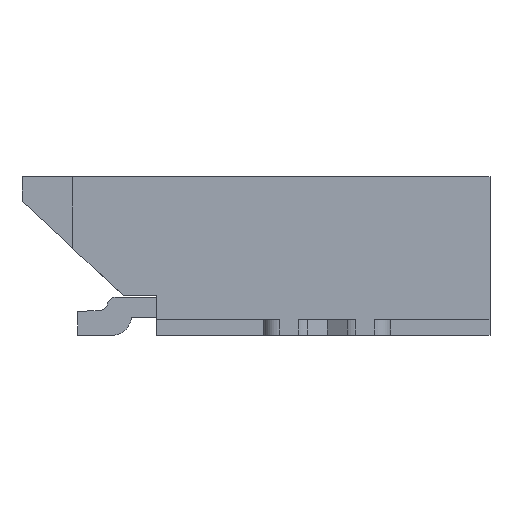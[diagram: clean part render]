
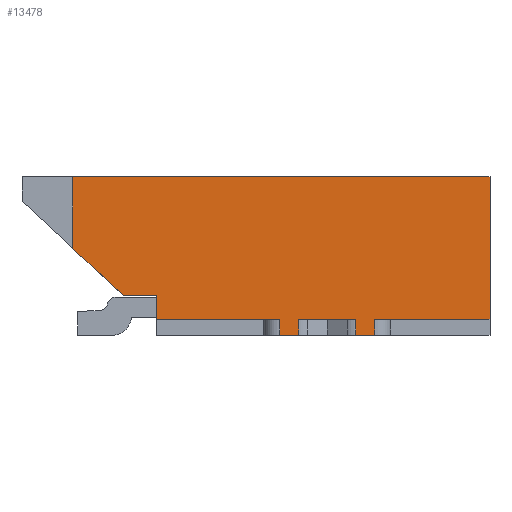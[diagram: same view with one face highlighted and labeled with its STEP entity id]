
A CAD part, front view. The second image highlights one B-rep face of the part: STEP entity #13478.
In plain terms, the highlighted planar face has unit normal (0, -1, 0).
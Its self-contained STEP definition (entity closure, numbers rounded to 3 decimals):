
#1=DIRECTION('',(0.,0.,-1.));
#2=VECTOR('',#1,0.905);
#3=CARTESIAN_POINT('',(-2.31,-10.25,1.));
#4=LINE('',#3,#2);
#5=DIRECTION('',(1.,0.,0.));
#6=VECTOR('',#5,5.26);
#7=CARTESIAN_POINT('',(-2.31,-10.25,1.));
#8=LINE('',#7,#6);
#9=DIRECTION('',(0.,0.,-1.));
#10=VECTOR('',#9,1.8);
#11=CARTESIAN_POINT('',(2.95,-10.25,1.));
#12=LINE('',#11,#10);
#13=DIRECTION('',(0.,0.,1.));
#14=VECTOR('',#13,0.2);
#15=CARTESIAN_POINT('',(1.5,-10.25,-1.));
#16=LINE('',#15,#14);
#17=DIRECTION('',(-1.,0.,0.));
#18=VECTOR('',#17,0.239);
#19=CARTESIAN_POINT('',(1.5,-10.25,-1.));
#20=LINE('',#19,#18);
#21=DIRECTION('',(0.,0.,-1.));
#22=VECTOR('',#21,0.2);
#23=CARTESIAN_POINT('',(1.261,-10.25,-0.8));
#24=LINE('',#23,#22);
#25=DIRECTION('',(0.,0.,1.));
#26=VECTOR('',#25,0.2);
#27=CARTESIAN_POINT('',(0.539,-10.25,-1.));
#28=LINE('',#27,#26);
#29=DIRECTION('',(-1.,0.,0.));
#30=VECTOR('',#29,0.239);
#31=CARTESIAN_POINT('',(0.539,-10.25,-1.));
#32=LINE('',#31,#30);
#33=DIRECTION('',(0.,0.,-1.));
#34=VECTOR('',#33,0.2);
#35=CARTESIAN_POINT('',(0.3,-10.25,-0.8));
#36=LINE('',#35,#34);
#37=DIRECTION('',(0.,0.,1.));
#38=VECTOR('',#37,0.3);
#39=CARTESIAN_POINT('',(-1.25,-10.25,-0.8));
#40=LINE('',#39,#38);
#41=DIRECTION('',(-1.,0.,0.));
#42=VECTOR('',#41,0.42);
#43=CARTESIAN_POINT('',(-1.25,-10.25,-0.5));
#44=LINE('',#43,#42);
#45=DIRECTION('',(-0.732,0.,0.681));
#46=VECTOR('',#45,0.874);
#47=CARTESIAN_POINT('',(-1.67,-10.25,-0.5));
#48=LINE('',#47,#46);
#9521=DIRECTION('',(1.,0.,0.));
#9522=VECTOR('',#9521,1.45);
#9523=CARTESIAN_POINT('',(1.5,-10.25,-0.8));
#9524=LINE('',#9523,#9522);
#9525=DIRECTION('',(1.,0.,0.));
#9526=VECTOR('',#9525,1.55);
#9527=CARTESIAN_POINT('',(-1.25,-10.25,-0.8));
#9528=LINE('',#9527,#9526);
#9533=DIRECTION('',(1.,0.,0.));
#9534=VECTOR('',#9533,0.721);
#9535=CARTESIAN_POINT('',(0.539,-10.25,-0.8));
#9536=LINE('',#9535,#9534);
#10209=CARTESIAN_POINT('',(-1.25,-10.25,-0.5));
#10210=CARTESIAN_POINT('',(-1.67,-10.25,-0.5));
#10211=VERTEX_POINT('',#10209);
#10212=VERTEX_POINT('',#10210);
#10454=CARTESIAN_POINT('',(-1.25,-10.25,-0.8));
#10456=VERTEX_POINT('',#10454);
#10458=CARTESIAN_POINT('',(2.95,-10.25,-0.8));
#10460=VERTEX_POINT('',#10458);
#10471=CARTESIAN_POINT('',(2.95,-10.25,1.));
#10472=VERTEX_POINT('',#10471);
#10533=CARTESIAN_POINT('',(-2.31,-10.25,1.));
#10534=CARTESIAN_POINT('',(-2.31,-10.25,0.095));
#10535=VERTEX_POINT('',#10533);
#10536=VERTEX_POINT('',#10534);
#10733=CARTESIAN_POINT('',(1.5,-10.25,-1.));
#10734=VERTEX_POINT('',#10733);
#10735=CARTESIAN_POINT('',(1.5,-10.25,-0.8));
#10736=VERTEX_POINT('',#10735);
#10737=CARTESIAN_POINT('',(1.261,-10.25,-1.));
#10739=VERTEX_POINT('',#10737);
#10743=CARTESIAN_POINT('',(1.261,-10.25,-0.8));
#10744=VERTEX_POINT('',#10743);
#10749=CARTESIAN_POINT('',(0.539,-10.25,-1.));
#10750=VERTEX_POINT('',#10749);
#10751=CARTESIAN_POINT('',(0.539,-10.25,-0.8));
#10752=VERTEX_POINT('',#10751);
#10753=CARTESIAN_POINT('',(0.3,-10.25,-1.));
#10754=VERTEX_POINT('',#10753);
#10755=CARTESIAN_POINT('',(0.3,-10.25,-0.8));
#10756=VERTEX_POINT('',#10755);
#13441=CARTESIAN_POINT('',(0.,-10.25,0.));
#13442=DIRECTION('',(0.,1.,0.));
#13443=DIRECTION('',(1.,0.,0.));
#13444=AXIS2_PLACEMENT_3D('',#13441,#13442,#13443);
#13445=PLANE('',#13444);
#13447=ORIENTED_EDGE('',*,*,#13446,.F.);
#13449=ORIENTED_EDGE('',*,*,#13448,.T.);
#13451=ORIENTED_EDGE('',*,*,#13450,.T.);
#13453=ORIENTED_EDGE('',*,*,#13452,.F.);
#13455=ORIENTED_EDGE('',*,*,#13454,.F.);
#13457=ORIENTED_EDGE('',*,*,#13456,.T.);
#13459=ORIENTED_EDGE('',*,*,#13458,.F.);
#13461=ORIENTED_EDGE('',*,*,#13460,.F.);
#13463=ORIENTED_EDGE('',*,*,#13462,.F.);
#13465=ORIENTED_EDGE('',*,*,#13464,.T.);
#13467=ORIENTED_EDGE('',*,*,#13466,.F.);
#13469=ORIENTED_EDGE('',*,*,#13468,.F.);
#13471=ORIENTED_EDGE('',*,*,#13470,.T.);
#13473=ORIENTED_EDGE('',*,*,#13472,.T.);
#13475=ORIENTED_EDGE('',*,*,#13474,.T.);
#13476=EDGE_LOOP('',(#13447,#13449,#13451,#13453,#13455,#13457,#13459,#13461,
#13463,#13465,#13467,#13469,#13471,#13473,#13475));
#13477=FACE_OUTER_BOUND('',#13476,.F.);
#13478=ADVANCED_FACE('',(#13477),#13445,.F.);
#13446=EDGE_CURVE('',#10535,#10536,#4,.T.);
#13448=EDGE_CURVE('',#10535,#10472,#8,.T.);
#13450=EDGE_CURVE('',#10472,#10460,#12,.T.);
#13452=EDGE_CURVE('',#10736,#10460,#9524,.T.);
#13454=EDGE_CURVE('',#10734,#10736,#16,.T.);
#13456=EDGE_CURVE('',#10734,#10739,#20,.T.);
#13458=EDGE_CURVE('',#10744,#10739,#24,.T.);
#13460=EDGE_CURVE('',#10752,#10744,#9536,.T.);
#13462=EDGE_CURVE('',#10750,#10752,#28,.T.);
#13464=EDGE_CURVE('',#10750,#10754,#32,.T.);
#13466=EDGE_CURVE('',#10756,#10754,#36,.T.);
#13468=EDGE_CURVE('',#10456,#10756,#9528,.T.);
#13470=EDGE_CURVE('',#10456,#10211,#40,.T.);
#13472=EDGE_CURVE('',#10211,#10212,#44,.T.);
#13474=EDGE_CURVE('',#10212,#10536,#48,.T.);
